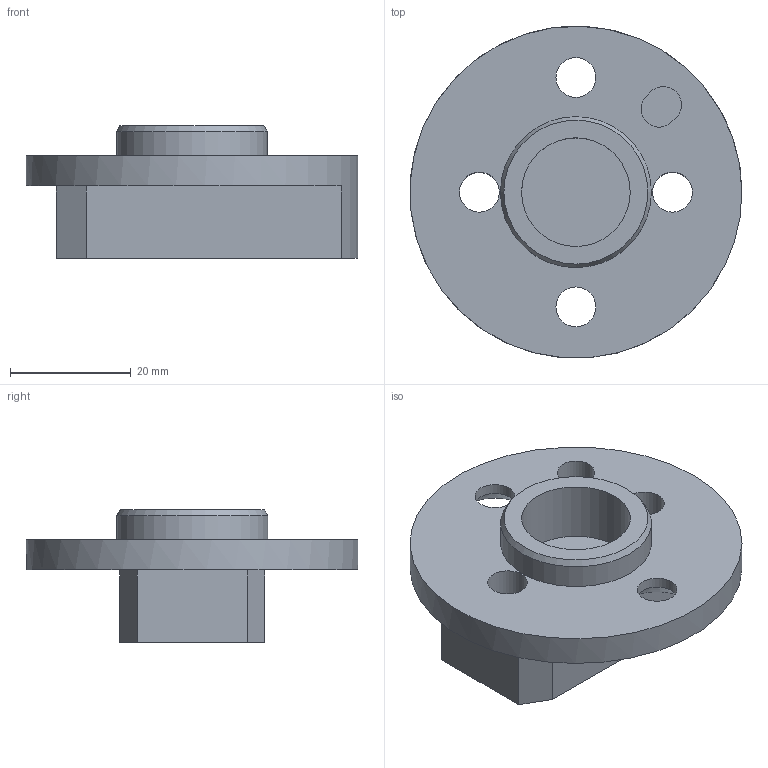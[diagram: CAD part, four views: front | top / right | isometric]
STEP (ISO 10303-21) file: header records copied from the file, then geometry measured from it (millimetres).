
FILE_DESCRIPTION(/* description */ ('Norm.ipt Template'),/* implementation_level */ '2;1');
FILE_NAME(/* name */ 'MT_WST00112304_IWK.stp',/* time_stamp */ '2023-01-27T12:12:49+01:00',/* author */ ('michael.schutter'),/* organization */ (''),/* preprocessor_version */ 'ST-DEVELOPER v16.5',/* originating_system */ 'Autodesk Inventor 2017',/* authorisation */ '');
FILE_SCHEMA (('AUTOMOTIVE_DESIGN { 1 0 10303 214 3 1 1 }'));
Length unit declared in the file: millimetre
Products named in the file (1): MT_WST00112304 Adapter
Bounding box: 54.96 x 54.91 x 22 mm (x, y, z)
Volume: 23529.9 mm3; surface area: 8828.5 mm2
Topology: 1 solids, 1 shells, 27 faces, 66 edges, 43 vertices
Faces by surface type: plane 13, cylinder 9, cone 5
Full cylindrical faces by diameter (mm): 6.6 x4, 18 x1, 25 x1, 55 x1
Entity records: 741 total; most frequent: DIRECTION 129, CARTESIAN_POINT 115, ORIENTED_EDGE 98, AXIS2_PLACEMENT_3D 52, EDGE_LOOP 49, EDGE_CURVE 49, VERTEX_POINT 38, FACE_OUTER_BOUND 27
